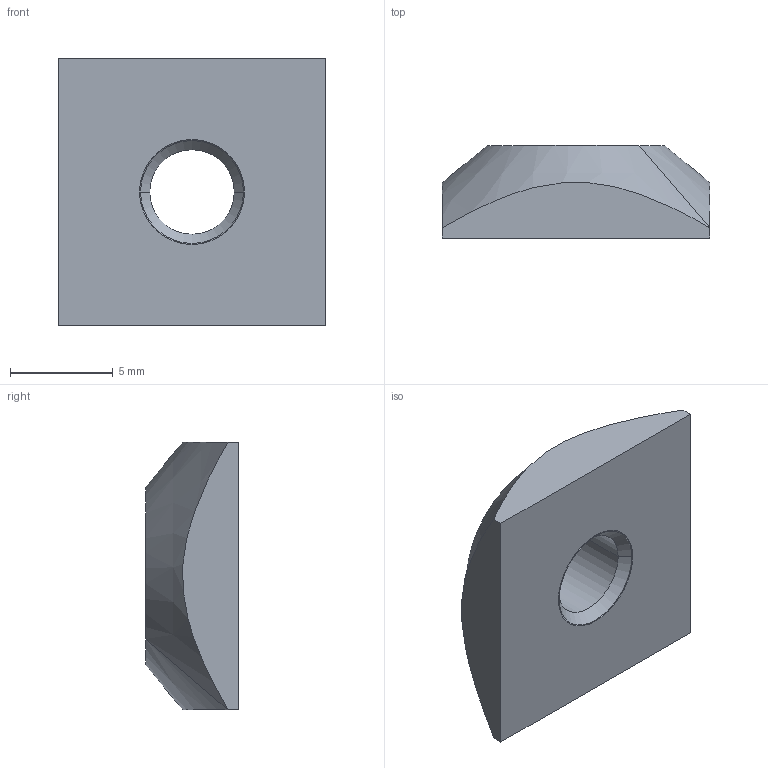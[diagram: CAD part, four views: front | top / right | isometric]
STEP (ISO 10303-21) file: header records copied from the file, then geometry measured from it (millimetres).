
FILE_DESCRIPTION((''),'2;1');
FILE_NAME('MATICA_UTORNA_U8','2022-09-16T14:37:53',('PredragRovcanin'),('Audax d.o.o.'),'CREO PARAMETRIC BY PTC INC, 2020281','CREO PARAMETRIC BY PTC INC, 2020281','');
FILE_SCHEMA(('AUTOMOTIVE_DESIGN { 1 0 10303 214 1 1 1 1 }'));
Length unit declared in the file: millimetre
Products named in the file (1): MATICA_UTORNA_U8
Bounding box: 13 x 4.5 x 13 mm (x, y, z)
Volume: 537.9 mm3; surface area: 565 mm2
Topology: 1 solids, 2 shells, 16 faces, 37 edges, 24 vertices
Faces by surface type: plane 6, cone 6, cylinder 4
Entity records: 1128 total; most frequent: COLOUR_RGB 321, CARTESIAN_POINT 146, DIRECTION 81, ORIENTED_EDGE 68, PRESENTATION_STYLE_ASSIGNMENT 40, STYLED_ITEM 40, CURVE_STYLE 38, EDGE_CURVE 36
